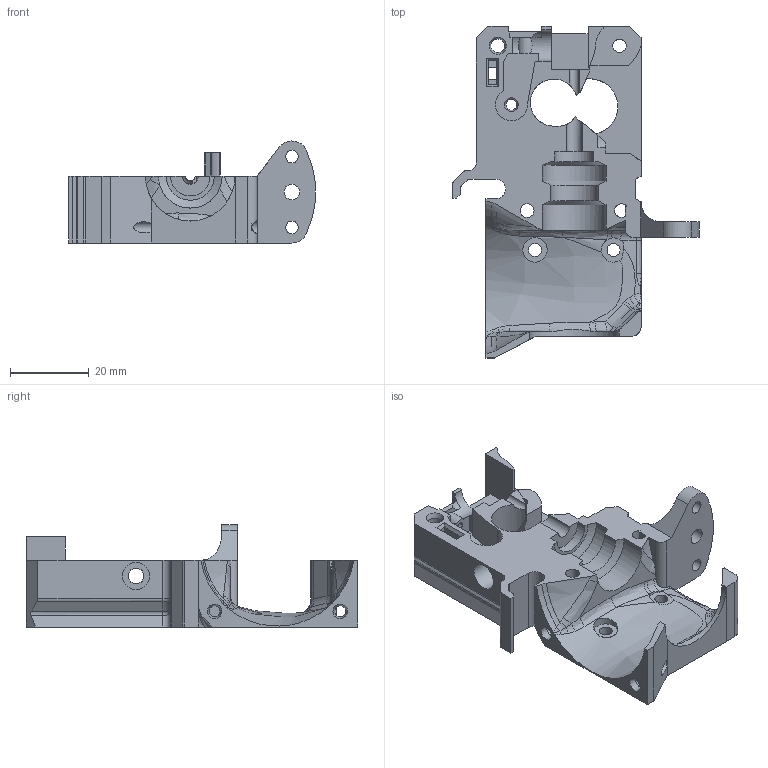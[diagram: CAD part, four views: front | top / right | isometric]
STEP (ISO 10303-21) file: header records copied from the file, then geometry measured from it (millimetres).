
FILE_DESCRIPTION(/* description */ (''),/* implementation_level */ '2;1');
FILE_NAME(/* name */ 'extruder-body v14.step',/* time_stamp */ '2020-06-19T11:04:59+02:00',/* author */ (''),/* organization */ (''),/* preprocessor_version */ 'ST-DEVELOPER v18.1',/* originating_system */ 'Autodesk Translation Framework v9.3.0.1241',/* authorisation */ '');
FILE_SCHEMA (('AUTOMOTIVE_DESIGN { 1 0 10303 214 3 1 1 }'));
Length unit declared in the file: millimetre
Products named in the file (1): extruder-body
Bounding box: 62.87 x 84.5 x 26 mm (x, y, z)
Volume: 27091.3 mm3; surface area: 14662.2 mm2
Topology: 1 solids, 1 shells, 366 faces, 1006 edges, 643 vertices
Faces by surface type: plane 202, bspline 81, cylinder 64, cone 14, torus 3, sphere 2
Full cylindrical faces by diameter (mm): 1.7 x1, 2.2 x1, 2.8 x3, 3.199 x1, 3.201 x1, 3.3 x2, 3.4 x3, 3.5 x3, 4 x2, 6.2 x1, 7 x1
Entity records: 13824 total; most frequent: CARTESIAN_POINT 4871, ORIENTED_EDGE 2006, DIRECTION 1612, EDGE_CURVE 1003, VERTEX_POINT 643, LINE 614, VECTOR 614, AXIS2_PLACEMENT_3D 499
